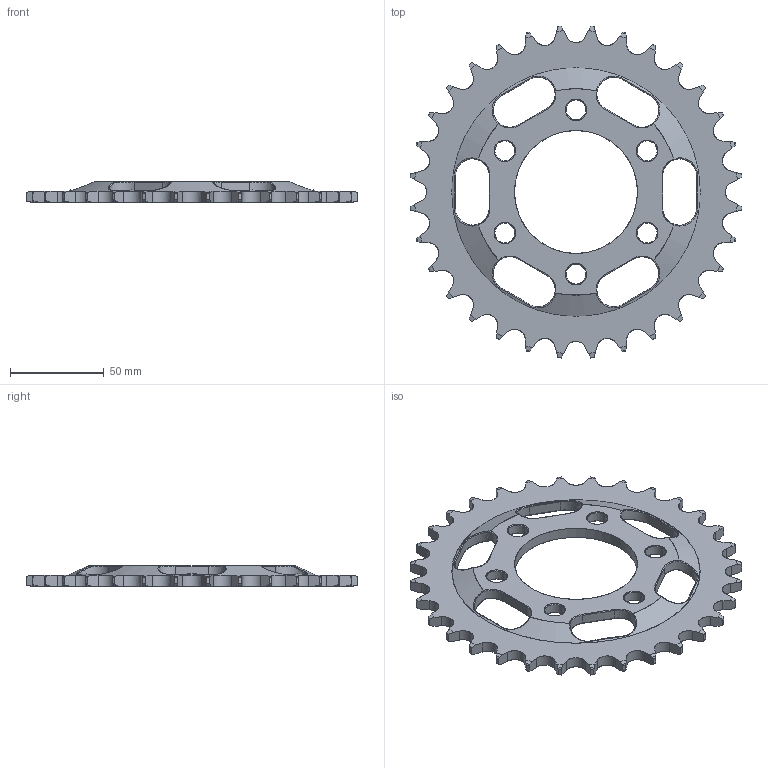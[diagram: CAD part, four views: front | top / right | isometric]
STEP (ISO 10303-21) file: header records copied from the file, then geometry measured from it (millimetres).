
FILE_DESCRIPTION(('FreeCAD Model'),'2;1');
FILE_NAME('Open CASCADE Shape Model','2025-04-27T01:31:12',('FreeCAD'),( 'FreeCAD'),'Open CASCADE STEP processor 7.6','FreeCAD','Unknown');
FILE_SCHEMA(('AUTOMOTIVE_DESIGN { 1 0 10303 214 1 1 1 1 }'));
Products named in the file (1): Open CASCADE STEP translator 7.6 1
Bounding box: 177.16 x 177.16 x 10.89 mm (x, y, z)
Surface area: 39506.5 mm2 (no closed solid volume)
Topology: 0 solids, 464 shells, 464 faces, 5717 edges, 5717 vertices
Faces by surface type: bspline 464
Entity records: 57967 total; most frequent: CARTESIAN_POINT 33374, ORIENTED_EDGE 5717, EDGE_CURVE 5717, VERTEX_POINT 5717, B_SPLINE_CURVE_WITH_KNOTS 4960, FACE_BOUND 482, EDGE_LOOP 482, SHELL_BASED_SURFACE_MODEL 464
